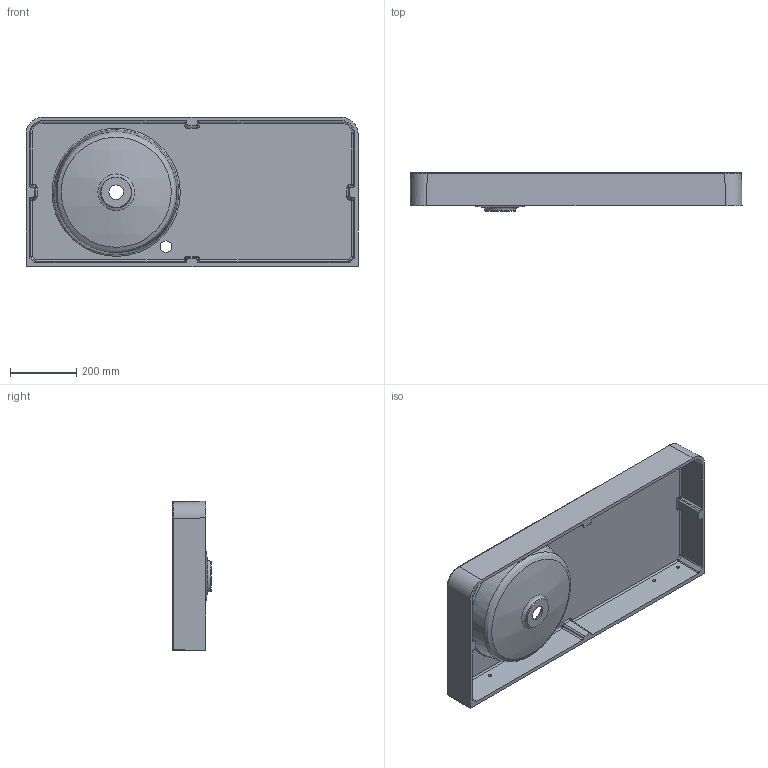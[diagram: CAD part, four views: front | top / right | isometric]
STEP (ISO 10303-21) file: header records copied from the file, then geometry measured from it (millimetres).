
FILE_DESCRIPTION (( 'STEP AP214' ), '1' );
FILE_NAME ('Loop 1000L.STEP', '2024-07-29T11:18:00', ( 'User Windows' ), ( '' ), 'SwSTEP 2.0', 'SolidWorks 2020', '' );
FILE_SCHEMA (( 'AUTOMOTIVE_DESIGN' ));
Length unit declared in the file: millimetre
Products named in the file (1): Loop 1000L
Bounding box: 1000 x 117 x 450 mm (x, y, z)
Volume: 8748532.9 mm3; surface area: 1557487.5 mm2
Topology: 1 solids, 1 shells, 126 faces, 296 edges, 175 vertices
Faces by surface type: cylinder 55, plane 31, bspline 19, sphere 14, cone 5, torus 2
Full cylindrical faces by diameter (mm): 10 x4, 35 x1
Entity records: 8063 total; most frequent: CARTESIAN_POINT 5461, ORIENTED_EDGE 542, DIRECTION 498, EDGE_CURVE 271, AXIS2_PLACEMENT_3D 184, VERTEX_POINT 167, EDGE_LOOP 158, FACE_OUTER_BOUND 136
